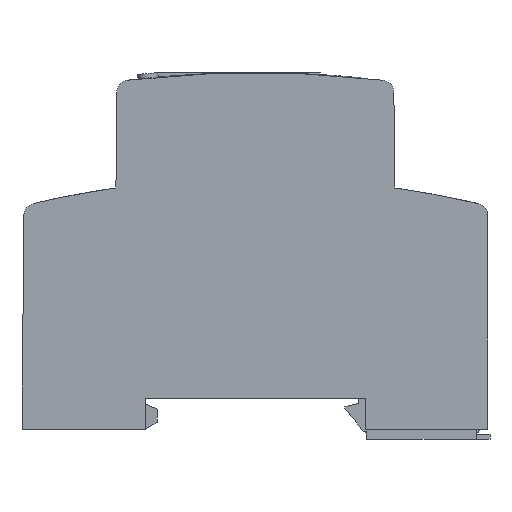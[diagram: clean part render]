
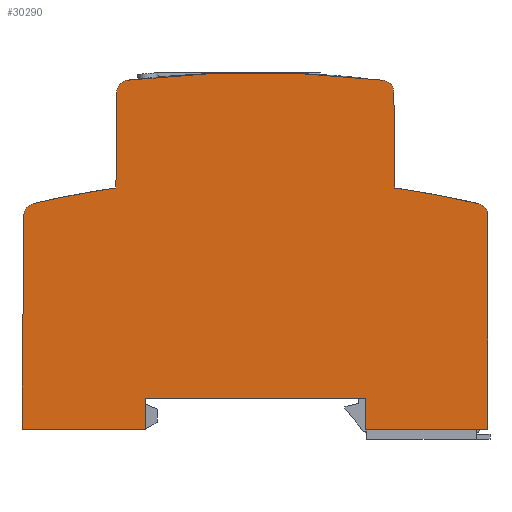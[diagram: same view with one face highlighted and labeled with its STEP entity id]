
A CAD part, left-side view. The second image highlights one B-rep face of the part: STEP entity #30290.
In plain terms, the highlighted face is planar.
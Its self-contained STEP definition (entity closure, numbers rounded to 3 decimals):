
#10140=CARTESIAN_POINT('',(89.926,72.341,-20.25));
#10150=VERTEX_POINT('',#10140);
#10330=CARTESIAN_POINT('',(48.757,72.341,-20.25));
#10340=VERTEX_POINT('',#10330);
#10370=CARTESIAN_POINT('',(69.341,-101.444,-20.25));
#10380=DIRECTION('',(0.,0.,-1.));
#10390=DIRECTION('',(-1.,0.,0.));
#10400=AXIS2_PLACEMENT_3D('',#10370,#10380,#10390);
#10410=CIRCLE('',#10400,175.);
#10420=EDGE_CURVE('',#10340,#10150,#10410,.T.);
#11600=CARTESIAN_POINT('',(106.975,16.056,-20.25));
#11610=VERTEX_POINT('',#11600);
#11660=CARTESIAN_POINT('',(45.021,16.056,-20.25));
#11670=DIRECTION('',(1.,0.,0.));
#11680=VECTOR('',#11670,1.);
#11690=LINE('',#11660,#11680);
#11700=CARTESIAN_POINT('',(87.091,16.056,-20.25));
#11710=VERTEX_POINT('',#11700);
#11720=EDGE_CURVE('',#11710,#11610,#11690,.T.);
#22080=CARTESIAN_POINT('',(91.825,54.948,-20.25));
#22090=VERTEX_POINT('',#22080);
#22120=CARTESIAN_POINT('',(69.341,-101.444,-20.25));
#22130=DIRECTION('',(0.,0.,-1.));
#22140=DIRECTION('',(-1.,0.,0.));
#22150=AXIS2_PLACEMENT_3D('',#22120,#22130,#22140);
#22160=CIRCLE('',#22150,158.);
#22170=CARTESIAN_POINT('',(105.127,52.45,-20.25));
#22180=VERTEX_POINT('',#22170);
#22190=EDGE_CURVE('',#22090,#22180,#22160,.T.);
#25150=CARTESIAN_POINT('',(91.69,70.373,-20.25));
#25160=VERTEX_POINT('',#25150);
#25190=CARTESIAN_POINT('',(91.822,55.264,-20.25));
#25200=DIRECTION('',(-0.009,1.,
0.));
#25210=VECTOR('',#25200,1.);
#25220=LINE('',#25190,#25210);
#25230=EDGE_CURVE('',#22090,#25160,#25220,.T.);
#25670=CARTESIAN_POINT('',(45.021,21.056,-20.25));
#25680=DIRECTION('',(1.,0.,0.));
#25690=VECTOR('',#25680,1.);
#25700=LINE('',#25670,#25690);
#25710=CARTESIAN_POINT('',(51.591,21.056,-20.25));
#25720=VERTEX_POINT('',#25710);
#25730=CARTESIAN_POINT('',(87.091,21.056,-20.25));
#25740=VERTEX_POINT('',#25730);
#25750=EDGE_CURVE('',#25720,#25740,#25700,.T.);
#27590=CARTESIAN_POINT('',(46.858,54.948,-20.25));
#27600=VERTEX_POINT('',#27590);
#27630=CARTESIAN_POINT('',(46.861,55.264,-20.25));
#27640=DIRECTION('',(-0.009,-1.,
0.));
#27650=VECTOR('',#27640,1.);
#27660=LINE('',#27630,#27650);
#27670=CARTESIAN_POINT('',(46.992,70.373,-20.25));
#27680=VERTEX_POINT('',#27670);
#27690=EDGE_CURVE('',#27680,#27600,#27660,.T.);
#28120=CARTESIAN_POINT('',(87.091,55.264,-20.25));
#28130=DIRECTION('',(0.,-1.,0.));
#28140=VECTOR('',#28130,1.);
#28150=LINE('',#28120,#28140);
#28160=EDGE_CURVE('',#25740,#11710,#28150,.T.);
#29460=CARTESIAN_POINT('',(69.341,23.506,-20.25));
#29470=DIRECTION('',(0.,0.,-1.));
#29480=DIRECTION('',(-1.,0.,0.));
#29490=AXIS2_PLACEMENT_3D('',#29460,#29470,#29480);
#29500=PLANE('',#29490);
#29510=CARTESIAN_POINT('',(48.992,70.355,-20.25));
#29520=DIRECTION('',(0.,0.,1.));
#29530=DIRECTION('',(1.,0.,0.));
#29540=AXIS2_PLACEMENT_3D('',#29510,#29520,#29530);
#29550=CIRCLE('',#29540,2.);
#29560=EDGE_CURVE('',#10340,#27680,#29550,.T.);
#29570=ORIENTED_EDGE('',*,*,#29560,.F.);
#29580=ORIENTED_EDGE('',*,*,#27690,.F.);
#29590=CARTESIAN_POINT('',(69.341,-101.444,-20.25));
#29600=DIRECTION('',(0.,0.,-1.));
#29610=DIRECTION('',(-1.,0.,0.));
#29620=AXIS2_PLACEMENT_3D('',#29590,#29600,#29610);
#29630=CIRCLE('',#29620,158.);
#29640=CARTESIAN_POINT('',(33.386,52.411,
-20.25));
#29650=VERTEX_POINT('',#29640);
#29660=EDGE_CURVE('',#29650,#27600,#29630,.T.);
#29670=ORIENTED_EDGE('',*,*,#29660,.T.);
#29680=CARTESIAN_POINT('',(33.841,50.463,
-20.25));
#29690=DIRECTION('',(0.,0.,-1.));
#29700=DIRECTION('',(-1.,0.,0.));
#29710=AXIS2_PLACEMENT_3D('',#29680,#29690,#29700);
#29720=CIRCLE('',#29710,2.);
#29730=CARTESIAN_POINT('',(31.841,50.463,
-20.25));
#29740=VERTEX_POINT('',#29730);
#29750=EDGE_CURVE('',#29740,#29650,#29720,.T.);
#29760=ORIENTED_EDGE('',*,*,#29750,.T.);
#29770=CARTESIAN_POINT('',(31.841,55.264,
-20.25));
#29780=DIRECTION('',(0.,1.,0.));
#29790=VECTOR('',#29780,1.);
#29800=LINE('',#29770,#29790);
#29810=CARTESIAN_POINT('',(31.841,16.056,-20.25));
#29820=VERTEX_POINT('',#29810);
#29830=EDGE_CURVE('',#29820,#29740,#29800,.T.);
#29840=ORIENTED_EDGE('',*,*,#29830,.T.);
#29850=CARTESIAN_POINT('',(45.021,16.056,-20.25));
#29860=DIRECTION('',(1.,0.,0.));
#29870=VECTOR('',#29860,1.);
#29880=LINE('',#29850,#29870);
#29890=CARTESIAN_POINT('',(51.591,16.056,-20.25));
#29900=VERTEX_POINT('',#29890);
#29910=EDGE_CURVE('',#29820,#29900,#29880,.T.);
#29920=ORIENTED_EDGE('',*,*,#29910,.F.);
#29930=CARTESIAN_POINT('',(51.591,55.264,-20.25));
#29940=DIRECTION('',(0.,-1.,0.));
#29950=VECTOR('',#29940,1.);
#29960=LINE('',#29930,#29950);
#29970=EDGE_CURVE('',#25720,#29900,#29960,.T.);
#29980=ORIENTED_EDGE('',*,*,#29970,.T.);
#29990=ORIENTED_EDGE('',*,*,#25750,.F.);
#30000=ORIENTED_EDGE('',*,*,#28160,.F.);
#30010=ORIENTED_EDGE('',*,*,#11720,.F.);
#30020=CARTESIAN_POINT('',(106.633,55.264,-20.25));
#30030=DIRECTION('',(0.009,-1.,
0.));
#30040=VECTOR('',#30030,1.);
#30050=LINE('',#30020,#30040);
#30060=CARTESIAN_POINT('',(106.674,50.52,-20.25));
#30070=VERTEX_POINT('',#30060);
#30080=EDGE_CURVE('',#30070,#11610,#30050,.T.);
#30090=ORIENTED_EDGE('',*,*,#30080,.T.);
#30100=CARTESIAN_POINT('',(104.674,50.502,-20.25));
#30110=DIRECTION('',(0.,0.,-1.));
#30120=DIRECTION('',(-1.,0.,0.));
#30130=AXIS2_PLACEMENT_3D('',#30100,#30110,#30120);
#30140=CIRCLE('',#30130,2.);
#30150=EDGE_CURVE('',#22180,#30070,#30140,.T.);
#30160=ORIENTED_EDGE('',*,*,#30150,.T.);
#30170=ORIENTED_EDGE('',*,*,#22190,.T.);
#30180=ORIENTED_EDGE('',*,*,#25230,.F.);
#30190=CARTESIAN_POINT('',(89.69,70.355,-20.25));
#30200=DIRECTION('',(0.,0.,1.));
#30210=DIRECTION('',(1.,0.,0.));
#30220=AXIS2_PLACEMENT_3D('',#30190,#30200,#30210);
#30230=CIRCLE('',#30220,2.);
#30240=EDGE_CURVE('',#25160,#10150,#30230,.T.);
#30250=ORIENTED_EDGE('',*,*,#30240,.F.);
#30260=ORIENTED_EDGE('',*,*,#10420,.T.);
#30270=EDGE_LOOP('',(#30260,#30250,#30180,#30170,#30160,#30090,#30010,
#30000,#29990,#29980,#29920,#29840,#29760,#29670,#29580,#29570));
#30280=FACE_OUTER_BOUND('',#30270,.T.);
#30290=ADVANCED_FACE('',(#30280),#29500,.T.);
